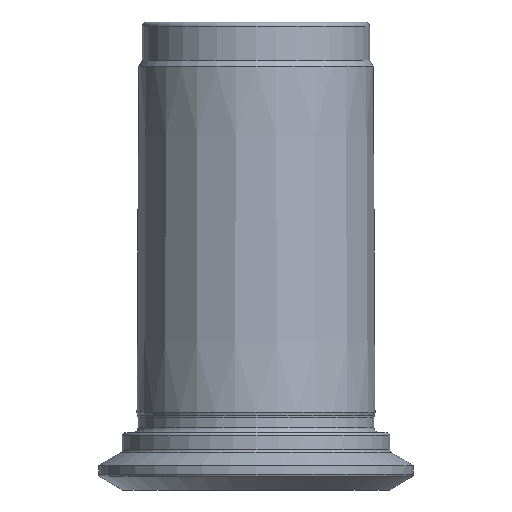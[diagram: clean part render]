
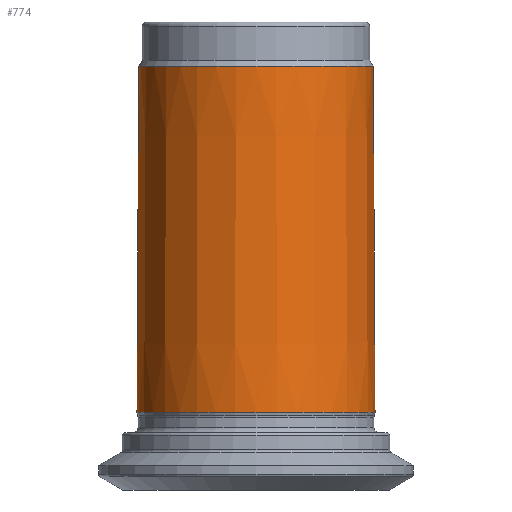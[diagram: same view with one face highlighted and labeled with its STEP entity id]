
A CAD part, front view. The second image highlights one B-rep face of the part: STEP entity #774.
In plain terms, the highlighted conical face has half-angle 0.286 degrees and reference radius 12.466 mm.
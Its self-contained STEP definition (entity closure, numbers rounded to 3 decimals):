
#38=CONICAL_SURFACE('',#849,12.467,0.005);
#106=ORIENTED_EDGE('',*,*,#148,.F.);
#107=ORIENTED_EDGE('',*,*,#149,.T.);
#148=EDGE_CURVE('',#192,#192,#236,.T.);
#149=EDGE_CURVE('',#193,#193,#237,.F.);
#192=VERTEX_POINT('',#1071);
#193=VERTEX_POINT('',#1074);
#236=CIRCLE('',#806,12.28);
#237=CIRCLE('',#808,12.461);
#326=EDGE_LOOP('',(#106));
#327=EDGE_LOOP('',(#107));
#414=FACE_BOUND('',#326,.T.);
#415=FACE_BOUND('',#327,.T.);
#774=ADVANCED_FACE('',(#414,#415),#38,.T.);
#806=AXIS2_PLACEMENT_3D('',#1070,#903,#904);
#808=AXIS2_PLACEMENT_3D('',#1073,#907,#908);
#849=AXIS2_PLACEMENT_3D('',#1134,#989,#990);
#903=DIRECTION('',(0.,0.,1.));
#904=DIRECTION('',(1.,0.,0.));
#907=DIRECTION('',(0.,0.,-1.));
#908=DIRECTION('',(-1.,0.,0.));
#989=DIRECTION('',(0.,0.,-1.));
#990=DIRECTION('',(-1.,0.,0.));
#1070=CARTESIAN_POINT('',(0.,0.,44.342));
#1071=CARTESIAN_POINT('',(12.28,0.,44.342));
#1073=CARTESIAN_POINT('',(0.,0.,8.12));
#1074=CARTESIAN_POINT('',(-12.461,0.,8.12));
#1134=CARTESIAN_POINT('',(0.,0.,7.));
